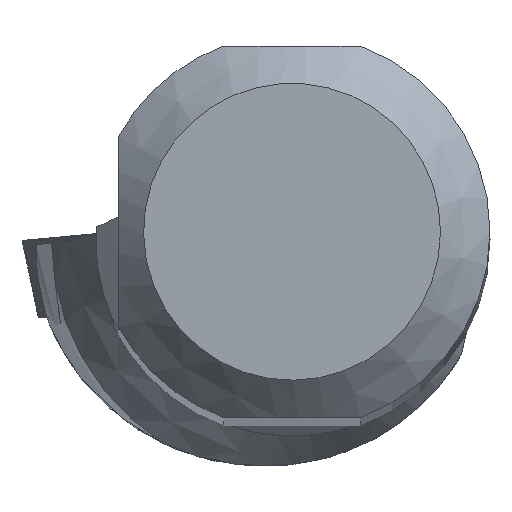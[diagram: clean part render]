
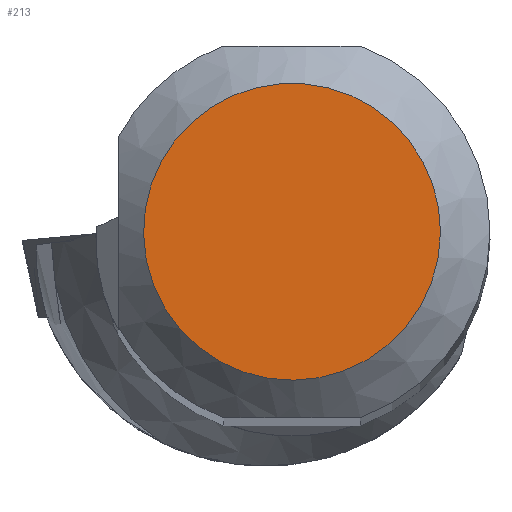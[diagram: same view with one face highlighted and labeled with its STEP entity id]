
A CAD part, top view. The second image highlights one B-rep face of the part: STEP entity #213.
In plain terms, the highlighted planar face has unit normal (0, 0, 1).
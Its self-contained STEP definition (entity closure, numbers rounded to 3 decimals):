
#173=FACE_OUTER_BOUND('',#398,.T.);
#213=ADVANCED_FACE('',(#173),#242,.T.);
#242=PLANE('',#982);
#398=EDGE_LOOP('',(#550));
#550=ORIENTED_EDGE('',*,*,#800,.T.);
#706=VERTEX_POINT('',#1559);
#800=EDGE_CURVE('',#706,#706,#849,.T.);
#849=CIRCLE('',#981,5.993);
#981=AXIS2_PLACEMENT_3D('',#1558,#1170,#1171);
#982=AXIS2_PLACEMENT_3D('',#1560,#1172,#1173);
#1170=DIRECTION('',(0.,0.,1.));
#1171=DIRECTION('',(1.,0.,0.));
#1172=DIRECTION('',(0.,0.,1.));
#1173=DIRECTION('',(1.,0.,0.));
#1558=CARTESIAN_POINT('',(0.,0.,0.));
#1559=CARTESIAN_POINT('',(5.993,0.,0.));
#1560=CARTESIAN_POINT('',(0.,0.,
0.));
